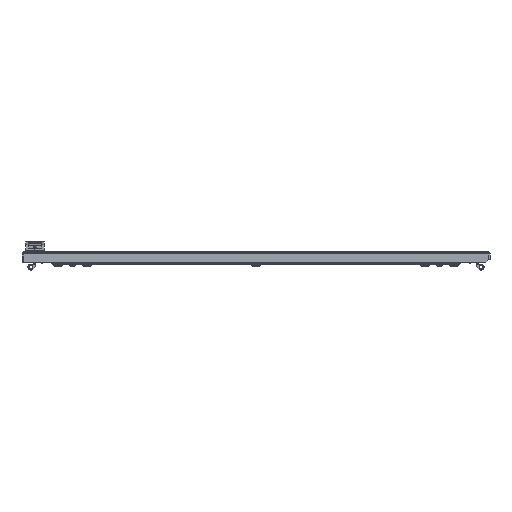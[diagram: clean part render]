
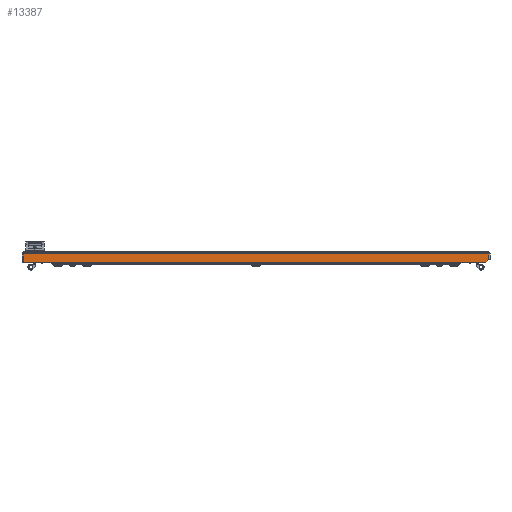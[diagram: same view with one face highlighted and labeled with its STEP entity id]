
A CAD part, front view. The second image highlights one B-rep face of the part: STEP entity #13387.
In plain terms, the highlighted planar face has unit normal (0, -1, 0).
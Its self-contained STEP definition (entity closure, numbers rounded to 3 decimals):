
#1552 = CARTESIAN_POINT ( 'NONE',  ( -396.329, -692., -2. ) ) ;
#2090 = CARTESIAN_POINT ( 'NONE',  ( -396.329, -692., 0. ) ) ;
#3460 = DIRECTION ( 'NONE',  ( 1., 0., 0. ) ) ;
#4110 = CARTESIAN_POINT ( 'NONE',  ( 398.4, -692., -2. ) ) ;
#4432 = EDGE_CURVE ( 'NONE', #34782, #15403, #34364, .T. ) ;
#4457 = VECTOR ( 'NONE', #41748, 1000. ) ;
#7295 = VERTEX_POINT ( 'NONE', #31392 ) ;
#8556 = EDGE_CURVE ( 'NONE', #7295, #13864, #34257, .T. ) ;
#11789 = CARTESIAN_POINT ( 'NONE',  ( -398.4, -692., 0. ) ) ;
#11969 = CARTESIAN_POINT ( 'NONE',  ( 396.329, -692., -11. ) ) ;
#12622 = AXIS2_PLACEMENT_3D ( 'NONE', #11789, #38293, #15592 ) ;
#12794 = CARTESIAN_POINT ( 'NONE',  ( 396.329, -692., -11. ) ) ;
#13136 = ORIENTED_EDGE ( 'NONE', *, *, #34116, .T. ) ;
#13387 = ADVANCED_FACE ( '�����12', ( #40453 ), #19059, .F. ) ;
#13864 = VERTEX_POINT ( 'NONE', #12794 ) ;
#15403 = VERTEX_POINT ( 'NONE', #15584 ) ;
#15584 = CARTESIAN_POINT ( 'NONE',  ( 396.329, -692., -2. ) ) ;
#15592 = DIRECTION ( 'NONE',  ( 0., 0., 1. ) ) ;
#15870 = CARTESIAN_POINT ( 'NONE',  ( 396.329, -692., 0. ) ) ;
#16567 = VECTOR ( 'NONE', #3460, 1000. ) ;
#18997 = CARTESIAN_POINT ( 'NONE',  ( -396.329, -692., -16. ) ) ;
#19059 = PLANE ( 'NONE',  #12622 ) ;
#19112 = ORIENTED_EDGE ( 'NONE', *, *, #4432, .F. ) ;
#21744 = VECTOR ( 'NONE', #38485, 1000. ) ;
#22185 = EDGE_LOOP ( 'NONE', ( #41690, #48086, #30977, #19112, #13136 ) ) ;
#22407 = EDGE_CURVE ( 'NONE', #48340, #7295, #47239, .T. ) ;
#27248 = DIRECTION ( 'NONE',  ( 1., 0., 0. ) ) ;
#30699 = LINE ( 'NONE', #2090, #42550 ) ;
#30977 = ORIENTED_EDGE ( 'NONE', *, *, #43579, .F. ) ;
#31392 = CARTESIAN_POINT ( 'NONE',  ( 391.329, -692., -16. ) ) ;
#34116 = EDGE_CURVE ( '������14', #34782, #48340, #30699, .T. ) ;
#34257 = LINE ( 'NONE', #11969, #21744 ) ;
#34364 = LINE ( 'NONE', #4110, #16567 ) ;
#34782 = VERTEX_POINT ( 'NONE', #1552 ) ;
#38293 = DIRECTION ( 'NONE',  ( 0., 1., 0. ) ) ;
#38485 = DIRECTION ( 'NONE',  ( 0.707, 0., 0.707 ) ) ;
#40453 = FACE_OUTER_BOUND ( 'NONE', #22185, .T. ) ;
#41690 = ORIENTED_EDGE ( 'NONE', *, *, #22407, .T. ) ;
#41748 = DIRECTION ( 'NONE',  ( 0., 0., -1. ) ) ;
#42550 = VECTOR ( 'NONE', #47682, 1000. ) ;
#43579 = EDGE_CURVE ( 'NONE', #15403, #13864, #48933, .T. ) ;
#45492 = VECTOR ( 'NONE', #27248, 1000. ) ;
#45844 = CARTESIAN_POINT ( 'NONE',  ( -398.4, -692., -16. ) ) ;
#47239 = LINE ( 'NONE', #45844, #45492 ) ;
#47682 = DIRECTION ( 'NONE',  ( 0., 0., -1. ) ) ;
#48086 = ORIENTED_EDGE ( 'NONE', *, *, #8556, .T. ) ;
#48340 = VERTEX_POINT ( 'NONE', #18997 ) ;
#48933 = LINE ( 'NONE', #15870, #4457 ) ;
